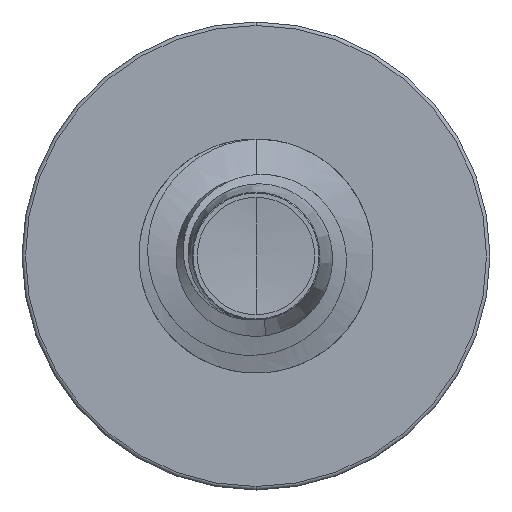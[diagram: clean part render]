
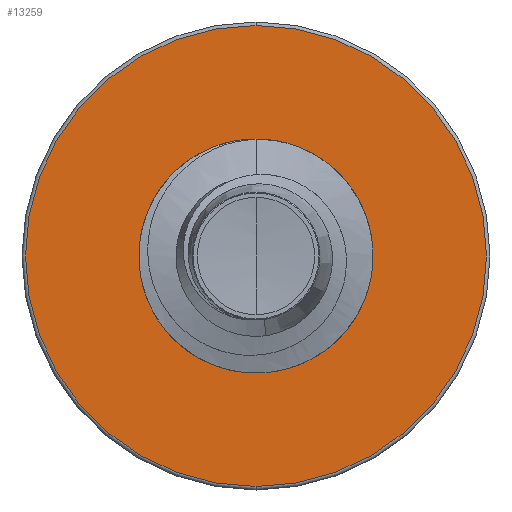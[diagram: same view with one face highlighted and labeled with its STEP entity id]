
A CAD part, front view. The second image highlights one B-rep face of the part: STEP entity #13259.
In plain terms, the highlighted planar face has unit normal (0, -1, 0).
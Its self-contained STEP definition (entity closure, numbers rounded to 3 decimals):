
#24 = CARTESIAN_POINT ( 'NONE',  ( 0., 8., -1.989 ) ) ;
#44 = ORIENTED_EDGE ( 'NONE', *, *, #11918, .T. ) ;
#46 = PLANE ( 'NONE',  #2798 ) ;
#53 = DIRECTION ( 'NONE',  ( 0., 0., 1. ) ) ;
#71 = CIRCLE ( 'NONE', #6079, 1.989 ) ;
#234 = DIRECTION ( 'NONE',  ( 0., 1., 0. ) ) ;
#916 = ORIENTED_EDGE ( 'NONE', *, *, #11876, .F. ) ;
#1053 = ORIENTED_EDGE ( 'NONE', *, *, #12766, .F. ) ;
#1280 = VERTEX_POINT ( 'NONE', #6992 ) ;
#2798 = AXIS2_PLACEMENT_3D ( 'NONE', #24, #234, #53 ) ;
#4249 = AXIS2_PLACEMENT_3D ( 'NONE', #6971, #6949, #6933 ) ;
#4275 = AXIS2_PLACEMENT_3D ( 'NONE', #7046, #7026, #7003 ) ;
#5883 = CIRCLE ( 'NONE', #4275, 1.989 ) ;
#6079 = AXIS2_PLACEMENT_3D ( 'NONE', #9078, #9051, #9044 ) ;
#6933 = DIRECTION ( 'NONE',  ( 0., 0., 1. ) ) ;
#6949 = DIRECTION ( 'NONE',  ( 0., 1., 0. ) ) ;
#6971 = CARTESIAN_POINT ( 'NONE',  ( 0., 8., 0. ) ) ;
#6992 = CARTESIAN_POINT ( 'NONE',  ( 0., 8., -3.94 ) ) ;
#7003 = DIRECTION ( 'NONE',  ( 0., 0., 1. ) ) ;
#7026 = DIRECTION ( 'NONE',  ( 0., 1., 0. ) ) ;
#7046 = CARTESIAN_POINT ( 'NONE',  ( 0., 8., 0. ) ) ;
#7100 = CARTESIAN_POINT ( 'NONE',  ( 0., 8., -1.989 ) ) ;
#7314 = CARTESIAN_POINT ( 'NONE',  ( 0., 8., 1.989 ) ) ;
#9044 = DIRECTION ( 'NONE',  ( 0., 0., 1. ) ) ;
#9051 = DIRECTION ( 'NONE',  ( 0., 1., 0. ) ) ;
#9078 = CARTESIAN_POINT ( 'NONE',  ( 0., 8., 0. ) ) ;
#9174 = CIRCLE ( 'NONE', #4249, 3.94 ) ;
#9610 = DIRECTION ( 'NONE',  ( 0., 0., 1. ) ) ;
#9624 = DIRECTION ( 'NONE',  ( 0., 1., 0. ) ) ;
#9643 = CARTESIAN_POINT ( 'NONE',  ( 0., 8., 0. ) ) ;
#9877 = AXIS2_PLACEMENT_3D ( 'NONE', #9643, #9624, #9610 ) ;
#10067 = VERTEX_POINT ( 'NONE', #7314 ) ;
#11128 = CIRCLE ( 'NONE', #9877, 3.94 ) ;
#11292 = EDGE_LOOP ( 'NONE', ( #12644, #44 ) ) ;
#11876 = EDGE_CURVE ( 'NONE', #12185, #1280, #11128, .T. ) ;
#11918 = EDGE_CURVE ( 'NONE', #12779, #10067, #71, .T. ) ;
#12185 = VERTEX_POINT ( 'NONE', #12220 ) ;
#12220 = CARTESIAN_POINT ( 'NONE',  ( 0., 8., 3.94 ) ) ;
#12644 = ORIENTED_EDGE ( 'NONE', *, *, #12764, .T. ) ;
#12764 = EDGE_CURVE ( 'NONE', #10067, #12779, #5883, .T. ) ;
#12766 = EDGE_CURVE ( 'NONE', #1280, #12185, #9174, .T. ) ;
#12779 = VERTEX_POINT ( 'NONE', #7100 ) ;
#13259 = ADVANCED_FACE ( 'NONE', ( #13832, #14006 ), #46, .F. ) ;
#13680 = EDGE_LOOP ( 'NONE', ( #916, #1053 ) ) ;
#13832 = FACE_OUTER_BOUND ( 'NONE', #13680, .T. ) ;
#14006 = FACE_BOUND ( 'NONE', #11292, .T. ) ;
